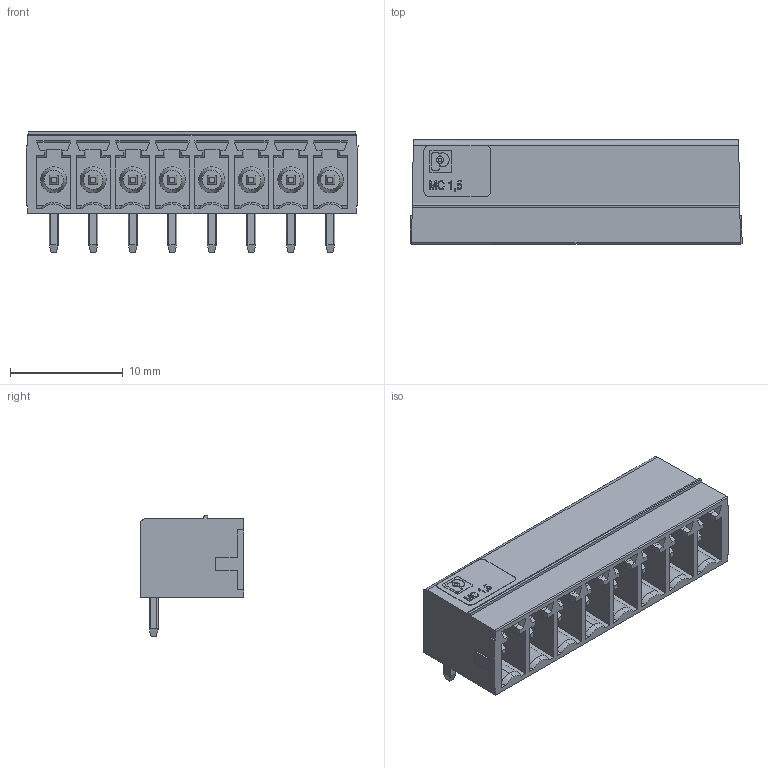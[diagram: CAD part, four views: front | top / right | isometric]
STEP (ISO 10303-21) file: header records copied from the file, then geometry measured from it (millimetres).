
FILE_DESCRIPTION(('STEP AP214'),'1');
FILE_NAME('cctmp_EE4A7F7A-1CEC-416F-8621-4406AD91C0A3_2023_02_03_12_19_07_0958_7548..stp','2023-02-03T12:19:08',('PHOENIX CONTACT Deutschland GmbH'),('CADClick - www.CADClick.com'),'Spatial InterOp 3D',' ','unknown authorization');
FILE_SCHEMA(('AUTOMOTIVE_DESIGN'));
Length unit declared in the file: millimetre
Products named in the file (10): 2023_02_03_12_19_07_0569; 2023_02_03_12_19_07_0958; 2023_02_03_12_19_07_0942; 2023_02_03_12_19_07_0926; 2023_02_03_12_19_07_0911; 2023_02_03_12_19_07_0895; 2023_02_03_12_19_07_0880; 2023_02_03_12_19_07_0864; 2023_02_03_12_19_07_0848; 2023_02_03_12_19_07_0811
Assembly tree (9 placements, depth 2):
  2023_02_03_12_19_07_0569
    2023_02_03_12_19_07_0958
    2023_02_03_12_19_07_0942
    2023_02_03_12_19_07_0926
    2023_02_03_12_19_07_0911
    2023_02_03_12_19_07_0895
    2023_02_03_12_19_07_0880
    2023_02_03_12_19_07_0864
    2023_02_03_12_19_07_0848
    2023_02_03_12_19_07_0811
Bounding box: 29.4 x 9.2 x 10.65 mm (x, y, z)
Volume: 991.6 mm3; surface area: 2811 mm2
Topology: 9 solids, 9 shells, 819 faces, 2268 edges, 1484 vertices
Faces by surface type: plane 607, cylinder 129, torus 32, cone 32, extrusion 19
Entity records: 39737 total; most frequent: CARTESIAN_POINT 6919, ORIENTED_EDGE 4536, DIRECTION 4034, EDGE_CURVE 2268, STYLED_ITEM 1852, PRESENTATION_STYLE_ASSIGNMENT 1852, COLOUR_RGB 1852, VECTOR 1790
